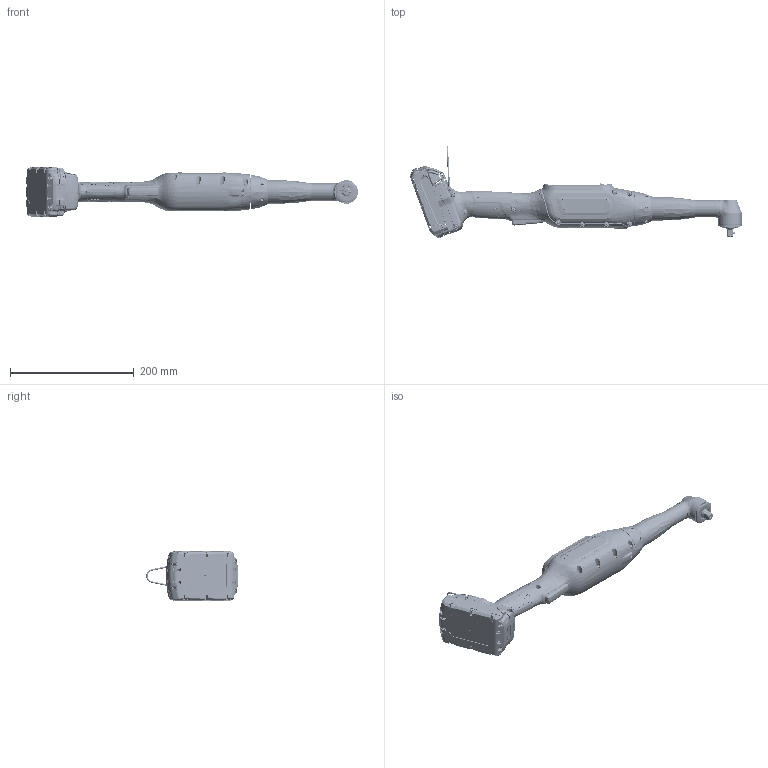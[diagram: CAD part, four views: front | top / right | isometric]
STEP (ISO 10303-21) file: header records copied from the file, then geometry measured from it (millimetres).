
FILE_DESCRIPTION((''),'2;1');
FILE_NAME('CCBAW503_SW0001','2018-12-21T',('BD9DD'),(''),'CREO PARAMETRIC BY PTC INC, 2016130','CREO PARAMETRIC BY PTC INC, 2016130','');
FILE_SCHEMA(('CONFIG_CONTROL_DESIGN'));
Products named in the file (1): CCBAW503_SW0001
Bounding box: 536.74 x 148.07 x 79.79 mm (x, y, z)
Surface area: 246138.4 mm2 (no closed solid volume)
Topology: 0 solids, 445 shells, 7291 faces, 26041 edges, 18510 vertices
Faces by surface type: bspline 2738, plane 1886, cylinder 1603, cone 431, torus 276, sphere 178, extrusion 177, revolution 2
Entity records: 444331 total; most frequent: CARTESIAN_POINT 260698, ORIENTED_EDGE 39233, DIRECTION 27627, EDGE_CURVE 25980, VERTEX_POINT 18507, B_SPLINE_CURVE_WITH_KNOTS 12545, AXIS2_PLACEMENT_3D 9461, VECTOR 8703
